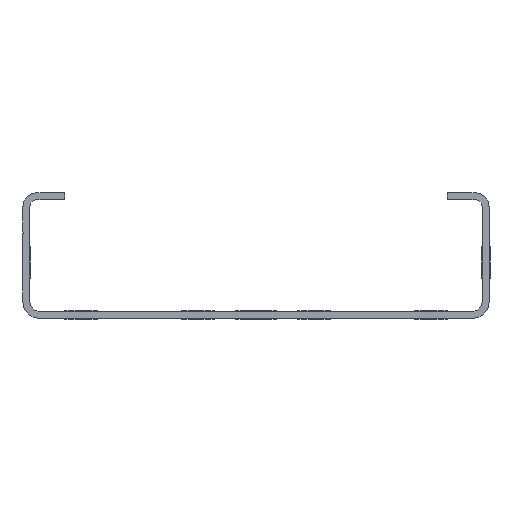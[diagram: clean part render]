
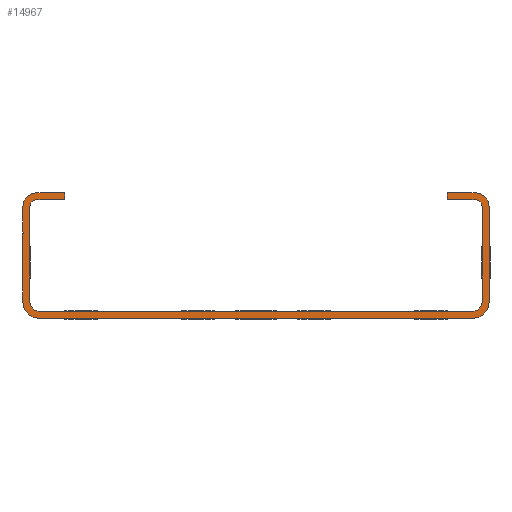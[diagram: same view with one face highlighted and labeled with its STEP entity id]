
A CAD part, left-side view. The second image highlights one B-rep face of the part: STEP entity #14967.
In plain terms, the highlighted planar face has unit normal (-1, 0, 0).
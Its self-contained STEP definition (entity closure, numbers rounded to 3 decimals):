
#1942=FACE_OUTER_BOUND('',#2605,.T.);
#2605=EDGE_LOOP('',(#11825,#11826,#11827,#11828,#11829,#11830,#11831,#11832,
#11833,#11834,#11835,#11836,#11837,#11838,#11839,#11840,#11841,#11842,#11843,
#11844,#11845,#11846,#11847));
#3274=CIRCLE('',#15642,2.);
#3275=CIRCLE('',#15643,2.);
#3276=CIRCLE('',#15644,1.5);
#3277=CIRCLE('',#15645,3.);
#3278=CIRCLE('',#15646,3.);
#3279=CIRCLE('',#15647,3.5);
#3280=CIRCLE('',#15648,3.5);
#3281=CIRCLE('',#15649,3.);
#3282=CIRCLE('',#15650,1.5);
#4517=LINE('',#22592,#5728);
#4519=LINE('',#22596,#5730);
#4520=LINE('',#22600,#5731);
#4521=LINE('',#22604,#5732);
#4522=LINE('',#22608,#5733);
#4523=LINE('',#22612,#5734);
#4524=LINE('',#22614,#5735);
#4525=LINE('',#22616,#5736);
#4526=LINE('',#22620,#5737);
#4527=LINE('',#22625,#5738);
#4528=LINE('',#22629,#5739);
#4529=LINE('',#22633,#5740);
#4530=LINE('',#22635,#5741);
#4531=LINE('',#22637,#5742);
#5728=VECTOR('',#17568,1.);
#5730=VECTOR('',#17572,1.);
#5731=VECTOR('',#17575,1.);
#5732=VECTOR('',#17578,1.);
#5733=VECTOR('',#17581,1.);
#5734=VECTOR('',#17584,1.);
#5735=VECTOR('',#17585,1.);
#5736=VECTOR('',#17586,1.);
#5737=VECTOR('',#17589,1.);
#5738=VECTOR('',#17594,1.);
#5739=VECTOR('',#17597,1.);
#5740=VECTOR('',#17600,1.);
#5741=VECTOR('',#17601,1.);
#5742=VECTOR('',#17602,1.);
#6946=VERTEX_POINT('',#22588);
#6947=VERTEX_POINT('',#22590);
#6948=VERTEX_POINT('',#22594);
#6949=VERTEX_POINT('',#22598);
#6950=VERTEX_POINT('',#22599);
#6951=VERTEX_POINT('',#22601);
#6952=VERTEX_POINT('',#22603);
#6953=VERTEX_POINT('',#22605);
#6954=VERTEX_POINT('',#22607);
#6955=VERTEX_POINT('',#22609);
#6956=VERTEX_POINT('',#22611);
#6957=VERTEX_POINT('',#22613);
#6958=VERTEX_POINT('',#22615);
#6959=VERTEX_POINT('',#22617);
#6960=VERTEX_POINT('',#22619);
#6961=VERTEX_POINT('',#22622);
#6962=VERTEX_POINT('',#22624);
#6963=VERTEX_POINT('',#22626);
#6964=VERTEX_POINT('',#22628);
#6965=VERTEX_POINT('',#22630);
#6966=VERTEX_POINT('',#22632);
#6967=VERTEX_POINT('',#22634);
#6968=VERTEX_POINT('',#22636);
#9372=EDGE_CURVE('',#6946,#6947,#4517,.T.);
#9374=EDGE_CURVE('',#6947,#6948,#4519,.T.);
#9375=EDGE_CURVE('',#6949,#6950,#4520,.T.);
#9376=EDGE_CURVE('',#6951,#6950,#3274,.T.);
#9377=EDGE_CURVE('',#6951,#6952,#4521,.T.);
#9378=EDGE_CURVE('',#6953,#6952,#3275,.T.);
#9379=EDGE_CURVE('',#6953,#6954,#4522,.T.);
#9380=EDGE_CURVE('',#6955,#6954,#3276,.T.);
#9381=EDGE_CURVE('',#6955,#6956,#4523,.T.);
#9382=EDGE_CURVE('',#6957,#6956,#4524,.F.);
#9383=EDGE_CURVE('',#6958,#6957,#4525,.T.);
#9384=EDGE_CURVE('',#6958,#6959,#3277,.T.);
#9385=EDGE_CURVE('',#6959,#6960,#4526,.T.);
#9386=EDGE_CURVE('',#6960,#6946,#3278,.T.);
#9387=EDGE_CURVE('',#6948,#6961,#3279,.T.);
#9388=EDGE_CURVE('',#6962,#6961,#4527,.T.);
#9389=EDGE_CURVE('',#6962,#6963,#3280,.T.);
#9390=EDGE_CURVE('',#6964,#6963,#4528,.T.);
#9391=EDGE_CURVE('',#6964,#6965,#3281,.T.);
#9392=EDGE_CURVE('',#6965,#6966,#4529,.T.);
#9393=EDGE_CURVE('',#6966,#6967,#4530,.F.);
#9394=EDGE_CURVE('',#6968,#6967,#4531,.T.);
#9395=EDGE_CURVE('',#6949,#6968,#3282,.T.);
#11825=ORIENTED_EDGE('',*,*,#9375,.T.);
#11826=ORIENTED_EDGE('',*,*,#9376,.F.);
#11827=ORIENTED_EDGE('',*,*,#9377,.T.);
#11828=ORIENTED_EDGE('',*,*,#9378,.F.);
#11829=ORIENTED_EDGE('',*,*,#9379,.T.);
#11830=ORIENTED_EDGE('',*,*,#9380,.F.);
#11831=ORIENTED_EDGE('',*,*,#9381,.T.);
#11832=ORIENTED_EDGE('',*,*,#9382,.F.);
#11833=ORIENTED_EDGE('',*,*,#9383,.F.);
#11834=ORIENTED_EDGE('',*,*,#9384,.T.);
#11835=ORIENTED_EDGE('',*,*,#9385,.T.);
#11836=ORIENTED_EDGE('',*,*,#9386,.T.);
#11837=ORIENTED_EDGE('',*,*,#9372,.T.);
#11838=ORIENTED_EDGE('',*,*,#9374,.T.);
#11839=ORIENTED_EDGE('',*,*,#9387,.T.);
#11840=ORIENTED_EDGE('',*,*,#9388,.F.);
#11841=ORIENTED_EDGE('',*,*,#9389,.T.);
#11842=ORIENTED_EDGE('',*,*,#9390,.F.);
#11843=ORIENTED_EDGE('',*,*,#9391,.T.);
#11844=ORIENTED_EDGE('',*,*,#9392,.T.);
#11845=ORIENTED_EDGE('',*,*,#9393,.T.);
#11846=ORIENTED_EDGE('',*,*,#9394,.F.);
#11847=ORIENTED_EDGE('',*,*,#9395,.F.);
#14313=PLANE('',#15641);
#14967=ADVANCED_FACE('',(#1942),#14313,.T.);
#15641=AXIS2_PLACEMENT_3D('',#22597,#17573,#17574);
#15642=AXIS2_PLACEMENT_3D('',#22602,#17576,#17577);
#15643=AXIS2_PLACEMENT_3D('',#22606,#17579,#17580);
#15644=AXIS2_PLACEMENT_3D('',#22610,#17582,#17583);
#15645=AXIS2_PLACEMENT_3D('',#22618,#17587,#17588);
#15646=AXIS2_PLACEMENT_3D('',#22621,#17590,#17591);
#15647=AXIS2_PLACEMENT_3D('',#22623,#17592,#17593);
#15648=AXIS2_PLACEMENT_3D('',#22627,#17595,#17596);
#15649=AXIS2_PLACEMENT_3D('',#22631,#17598,#17599);
#15650=AXIS2_PLACEMENT_3D('',#22638,#17603,#17604);
#17568=DIRECTION('',(0.,1.,0.));
#17572=DIRECTION('',(0.,0.,-1.));
#17573=DIRECTION('center_axis',(-1.,0.,0.));
#17574=DIRECTION('ref_axis',(0.,0.,1.));
#17575=DIRECTION('',(0.,0.,-1.));
#17576=DIRECTION('center_axis',(-1.,0.,0.));
#17577=DIRECTION('ref_axis',(0.,-1.,0.));
#17578=DIRECTION('',(0.,1.,0.));
#17579=DIRECTION('center_axis',(-1.,0.,0.));
#17580=DIRECTION('ref_axis',(0.,0.,-1.));
#17581=DIRECTION('',(0.,0.,1.));
#17582=DIRECTION('center_axis',(-1.,0.,0.));
#17583=DIRECTION('ref_axis',(0.,1.,0.));
#17584=DIRECTION('',(0.,-1.,0.));
#17585=DIRECTION('',(0.,0.,1.));
#17586=DIRECTION('',(0.,-1.,0.));
#17587=DIRECTION('center_axis',(-1.,0.,0.));
#17588=DIRECTION('ref_axis',(0.,1.,0.));
#17589=DIRECTION('',(0.,0.,-1.));
#17590=DIRECTION('center_axis',(-1.,0.,0.));
#17591=DIRECTION('ref_axis',(0.,0.5,-0.866));
#17592=DIRECTION('center_axis',(-1.,0.,0.));
#17593=DIRECTION('ref_axis',(0.,0.,-1.));
#17594=DIRECTION('',(0.,1.,0.));
#17595=DIRECTION('center_axis',(-1.,0.,0.));
#17596=DIRECTION('ref_axis',(0.,-1.,0.));
#17597=DIRECTION('',(0.,0.,-1.));
#17598=DIRECTION('center_axis',(-1.,0.,0.));
#17599=DIRECTION('ref_axis',(0.,0.,1.));
#17600=DIRECTION('',(0.,1.,0.));
#17601=DIRECTION('',(0.,0.,1.));
#17602=DIRECTION('',(0.,1.,0.));
#17603=DIRECTION('center_axis',(-1.,0.,0.));
#17604=DIRECTION('ref_axis',(0.,0.,1.));
#22588=CARTESIAN_POINT('',(70.841,109.331,4.784));
#22590=CARTESIAN_POINT('',(70.841,109.401,4.784));
#22592=CARTESIAN_POINT('',(70.841,109.401,4.784));
#22594=CARTESIAN_POINT('',(70.841,109.401,-10.));
#22596=CARTESIAN_POINT('',(70.841,109.401,-9.356));
#22597=CARTESIAN_POINT('Origin',(70.841,9.401,5.428));
#22598=CARTESIAN_POINT('',(70.841,10.901,10.5));
#22599=CARTESIAN_POINT('',(70.841,10.901,-10.));
#22600=CARTESIAN_POINT('',(70.841,10.901,-9.356));
#22601=CARTESIAN_POINT('',(70.841,12.901,-12.));
#22602=CARTESIAN_POINT('Origin',(70.841,12.901,-10.));
#22603=CARTESIAN_POINT('',(70.841,105.901,-12.));
#22604=CARTESIAN_POINT('',(70.841,59.401,-12.));
#22605=CARTESIAN_POINT('',(70.841,107.901,-10.));
#22606=CARTESIAN_POINT('Origin',(70.841,105.901,-10.));
#22607=CARTESIAN_POINT('',(70.841,107.901,10.5));
#22608=CARTESIAN_POINT('',(70.841,107.901,5.428));
#22609=CARTESIAN_POINT('',(70.841,106.401,12.));
#22610=CARTESIAN_POINT('Origin',(70.841,106.401,10.5));
#22611=CARTESIAN_POINT('',(70.841,100.401,12.));
#22612=CARTESIAN_POINT('',(70.841,103.401,12.));
#22613=CARTESIAN_POINT('',(70.841,100.401,13.5));
#22614=CARTESIAN_POINT('',(70.841,100.401,12.75));
#22615=CARTESIAN_POINT('',(70.841,106.401,13.5));
#22616=CARTESIAN_POINT('',(70.841,103.401,13.5));
#22617=CARTESIAN_POINT('',(70.841,109.401,10.5));
#22618=CARTESIAN_POINT('Origin',(70.841,106.401,10.5));
#22619=CARTESIAN_POINT('',(70.841,109.401,5.428));
#22620=CARTESIAN_POINT('',(70.841,109.401,7.964));
#22621=CARTESIAN_POINT('Origin',(70.841,106.401,5.428));
#22622=CARTESIAN_POINT('',(70.841,105.901,-13.5));
#22623=CARTESIAN_POINT('Origin',(70.841,105.901,-10.));
#22624=CARTESIAN_POINT('',(70.841,12.901,-13.5));
#22625=CARTESIAN_POINT('',(70.841,59.401,-13.5));
#22626=CARTESIAN_POINT('',(70.841,9.401,-10.));
#22627=CARTESIAN_POINT('Origin',(70.841,12.901,-10.));
#22628=CARTESIAN_POINT('',(70.841,9.401,10.5));
#22629=CARTESIAN_POINT('',(70.841,9.401,7.964));
#22630=CARTESIAN_POINT('',(70.841,12.401,13.5));
#22631=CARTESIAN_POINT('Origin',(70.841,12.401,10.5));
#22632=CARTESIAN_POINT('',(70.841,18.401,13.5));
#22633=CARTESIAN_POINT('',(70.841,15.401,13.5));
#22634=CARTESIAN_POINT('',(70.841,18.401,12.));
#22635=CARTESIAN_POINT('',(70.841,18.401,12.75));
#22636=CARTESIAN_POINT('',(70.841,12.401,12.));
#22637=CARTESIAN_POINT('',(70.841,15.401,12.));
#22638=CARTESIAN_POINT('Origin',(70.841,12.401,10.5));
